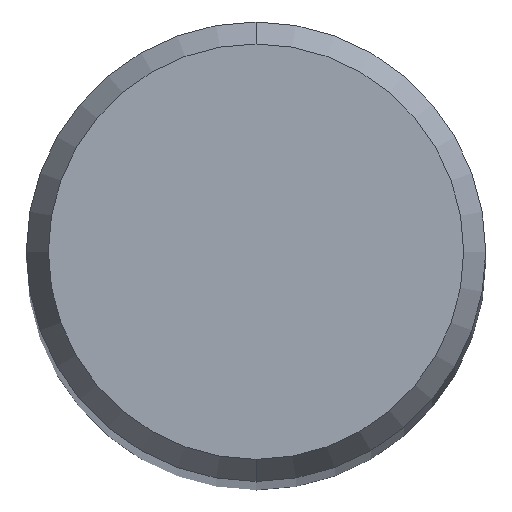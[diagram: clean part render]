
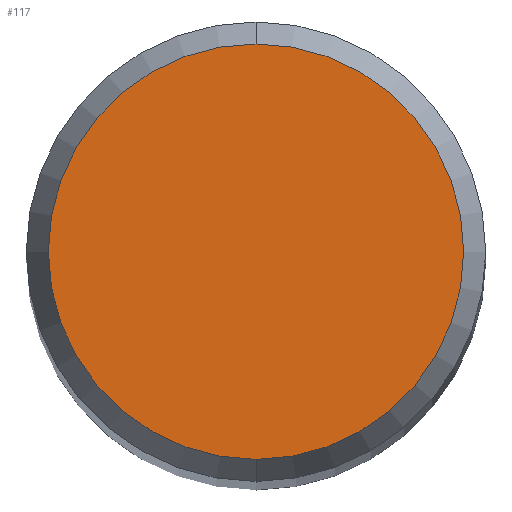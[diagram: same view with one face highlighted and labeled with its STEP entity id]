
A CAD part, top view. The second image highlights one B-rep face of the part: STEP entity #117.
In plain terms, the highlighted planar face has unit normal (0, 0, 1).
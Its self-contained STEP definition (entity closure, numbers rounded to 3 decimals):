
#117=ADVANCED_FACE('',(#249),#250,.T.);
#119=VERTEX_POINT('',#252);
#127=EDGE_CURVE('',#173,#119,#260,.T.);
#159=EDGE_CURVE('',#119,#173,#300,.T.);
#173=VERTEX_POINT('',#316);
#249=FACE_OUTER_BOUND('',#399,.T.);
#250=PLANE('',#400);
#252=CARTESIAN_POINT('',(0.0,2.158,0.0));
#260=CIRCLE('',#415,2.158);
#300=CIRCLE('',#462,2.158);
#316=CARTESIAN_POINT('',(0.,-2.158,0.0));
#399=EDGE_LOOP('',(#555,#556));
#400=AXIS2_PLACEMENT_3D('',#557,#558,#559);
#415=AXIS2_PLACEMENT_3D('',#562,#563,#564);
#462=AXIS2_PLACEMENT_3D('',#627,#628,#629);
#555=ORIENTED_EDGE('',*,*,#159,.F.);
#556=ORIENTED_EDGE('',*,*,#127,.F.);
#557=CARTESIAN_POINT('',(0.0,1.079,0.0));
#558=DIRECTION('',(-0.0,0.0,1.0));
#559=DIRECTION('',(0.0,-1.0,0.0));
#562=CARTESIAN_POINT('',(0.0,0.0,0.0));
#563=DIRECTION('',(0.0,0.0,-1.0));
#564=DIRECTION('',(0.0,1.0,0.0));
#627=CARTESIAN_POINT('',(0.0,0.0,0.0));
#628=DIRECTION('',(0.0,0.0,-1.0));
#629=DIRECTION('',(0.0,1.0,0.0));
